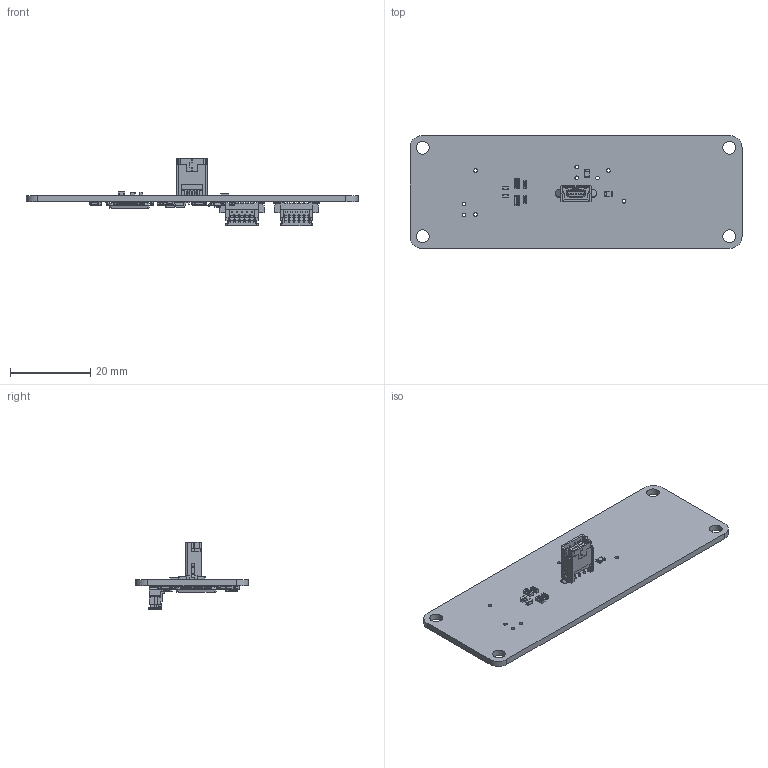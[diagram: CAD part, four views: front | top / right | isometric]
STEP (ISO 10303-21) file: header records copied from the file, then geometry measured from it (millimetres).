
FILE_DESCRIPTION(('Open CASCADE Model'),'2;1');
FILE_NAME('Open CASCADE Shape Model','2021-07-01T00:12:33',('Author'),( 'Open CASCADE'),'Open CASCADE STEP processor 6.8','Open CASCADE 6.8' ,'Unknown');
FILE_SCHEMA(('AUTOMOTIVE_DESIGN { 1 0 10303 214 1 1 1 1 }'));
Length unit declared in the file: millimetre
Products named in the file (58): PCB; Board3_iip_quad_uart; XTAL13_iip_quad_uart; User_Library-445-CRYTAL-SMD; U23_iip_quad_uart; SOT23-5; U13_iip_quad_uart; User_Library-LQFP64_Grid_0_5; User_Library-LQFP64_Grid_0.5_LQFP64_Koerper_2; User_Library-LQFP64_Grid_0.5_LQFP_PIN_2; R73_iip_quad_uart; Flat_Chip_Resistor_0805(2012M); R63_iip_quad_uart; R53_iip_quad_uart; R43_iip_quad_uart; R33_iip_quad_uart; R23_iip_quad_uart; Flat_Chip_Resistor_0603(1608M); R13_iip_quad_uart; FB33_iip_quad_uart; User_Library-Chip_Inductor_(1); FB23_iip_quad_uart; FB13_iip_quad_uart; CN33_iip_quad_uart; User_Library-molex_53398_white_(3); 510210500_5posHousingPicoblade; CN23_iip_quad_uart; 651005136421_Download_STP_651005136421_rev1; Shielding; Insulator; Pin_1; Pin_2; CN13_iip_quad_uart; C233_iip_quad_uart; C0603; C223_iip_quad_uart; C213_iip_quad_uart; C203_iip_quad_uart; C193_iip_quad_uart; C183_iip_quad_uart ...
Assembly tree (153 placements, depth 4):
  PCB
    Board3_iip_quad_uart
    XTAL13_iip_quad_uart
      User_Library-445-CRYTAL-SMD
    U23_iip_quad_uart
      SOT23-5
    U13_iip_quad_uart
      User_Library-LQFP64_Grid_0_5
        User_Library-LQFP64_Grid_0.5_LQFP64_Koerper_2
        User_Library-LQFP64_Grid_0.5_LQFP_PIN_2  x64
    R73_iip_quad_uart
      Flat_Chip_Resistor_0805(2012M)
    R63_iip_quad_uart
      Flat_Chip_Resistor_0805(2012M)
    R53_iip_quad_uart
      Flat_Chip_Resistor_0805(2012M)
    R43_iip_quad_uart
      Flat_Chip_Resistor_0805(2012M)
    R33_iip_quad_uart
      Flat_Chip_Resistor_0805(2012M)
    R23_iip_quad_uart
      Flat_Chip_Resistor_0603(1608M)
    R13_iip_quad_uart
      Flat_Chip_Resistor_0603(1608M)
    FB33_iip_quad_uart
      User_Library-Chip_Inductor_(1)
    FB23_iip_quad_uart
      User_Library-Chip_Inductor_(1)
    FB13_iip_quad_uart
      User_Library-Chip_Inductor_(1)
    CN33_iip_quad_uart
      User_Library-molex_53398_white_(3)
      510210500_5posHousingPicoblade
    CN23_iip_quad_uart
      651005136421_Download_STP_651005136421_rev1
        Shielding
        Insulator
        Pin_1  x3
        Pin_2  x2
    CN13_iip_quad_uart
      User_Library-molex_53398_white_(3)
      510210500_5posHousingPicoblade
    C233_iip_quad_uart
      C0603
    C223_iip_quad_uart
      C0603
    C213_iip_quad_uart
      C0603
    C203_iip_quad_uart
      C0603
    C193_iip_quad_uart
      C0603
    C183_iip_quad_uart
      C0603
    C173_iip_quad_uart
      C0603
    C163_iip_quad_uart
      C0603
    C153_iip_quad_uart
      C0603
Bounding box: 82.5 x 28 x 16.68 mm (x, y, z)
Volume: 4250.5 mm3; surface area: 7460.9 mm2
Topology: 162 solids, 162 shells, 8385 faces, 20582 edges, 12009 vertices
Faces by surface type: plane 3390, bspline 2617, cylinder 2334, sphere 44
Full cylindrical faces by diameter (mm): 0.6 x5, 0.9 x9, 2 x2, 3.2 x4
Entity records: 66282 total; most frequent: CARTESIAN_POINT 16468, ORIENTED_EDGE 8646, DIRECTION 7827, EDGE_CURVE 4323, LINE 3441, VECTOR 3441, VERTEX_POINT 2753, AXIS2_PLACEMENT_3D 2193
